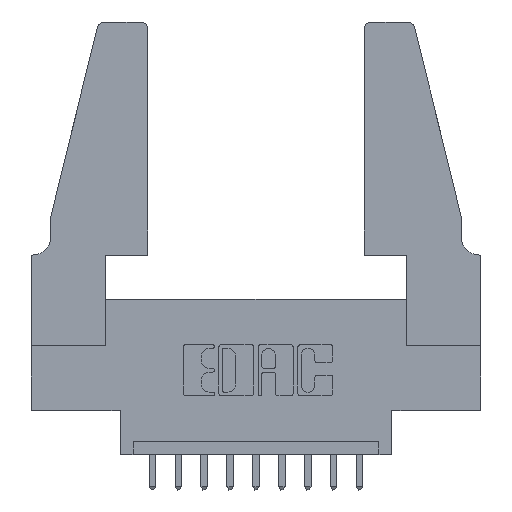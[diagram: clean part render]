
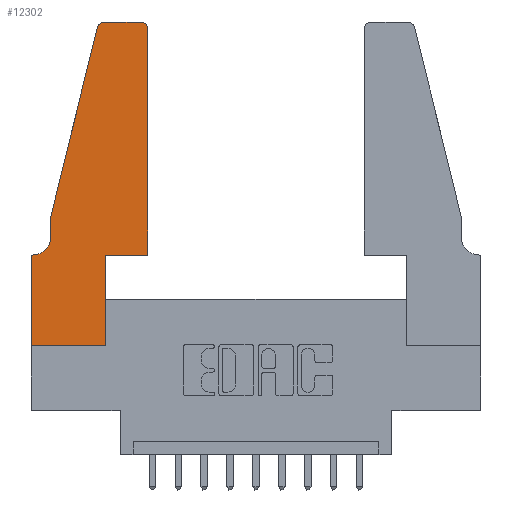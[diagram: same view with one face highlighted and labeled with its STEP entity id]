
A CAD part, top view. The second image highlights one B-rep face of the part: STEP entity #12302.
In plain terms, the highlighted planar face has unit normal (0, 0, 1).
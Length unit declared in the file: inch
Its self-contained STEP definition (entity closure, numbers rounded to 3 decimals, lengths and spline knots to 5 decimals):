
#10 = AXIS2_PLACEMENT_3D ( 'NONE', #4502, #273, #12702 ) ;
#167 = VERTEX_POINT ( 'NONE', #7838 ) ;
#219 = VECTOR ( 'NONE', #9669, 39.37008 ) ;
#273 = DIRECTION ( 'NONE',  ( 0., 0., 1. ) ) ;
#276 = PLANE ( 'NONE',  #6746 ) ;
#397 = CARTESIAN_POINT ( 'NONE',  ( 0.284, 1.25, 0.37 ) ) ;
#490 = ORIENTED_EDGE ( 'NONE', *, *, #11518, .T. ) ;
#526 = LINE ( 'NONE', #10235, #4810 ) ;
#761 = LINE ( 'NONE', #8418, #6975 ) ;
#918 = EDGE_CURVE ( 'NONE', #9597, #12824, #10203, .T. ) ;
#1210 = ORIENTED_EDGE ( 'NONE', *, *, #7255, .T. ) ;
#1217 = VECTOR ( 'NONE', #5463, 39.37008 ) ;
#1282 = EDGE_CURVE ( 'NONE', #5673, #167, #4016, .T. ) ;
#1336 = CARTESIAN_POINT ( 'NONE',  ( 0.0755, 0.35, 0.37 ) ) ;
#1521 = CARTESIAN_POINT ( 'NONE',  ( 0.0755, 0.5, 0.37 ) ) ;
#1870 = DIRECTION ( 'NONE',  ( -1., 0., 0. ) ) ;
#2049 = DIRECTION ( 'NONE',  ( 0., -1., 0. ) ) ;
#2113 = EDGE_CURVE ( 'NONE', #2583, #12225, #526, .T. ) ;
#2197 = ORIENTED_EDGE ( 'NONE', *, *, #10465, .T. ) ;
#2361 = EDGE_CURVE ( 'NONE', #167, #11404, #11305, .T. ) ;
#2380 = CARTESIAN_POINT ( 'NONE',  ( 0., 0.35, 0.37 ) ) ;
#2528 = DIRECTION ( 'NONE',  ( 0., -1., 0. ) ) ;
#2583 = VERTEX_POINT ( 'NONE', #9075 ) ;
#2596 = CARTESIAN_POINT ( 'NONE',  ( 0.0755, 0.42, 0.37 ) ) ;
#2689 = AXIS2_PLACEMENT_3D ( 'NONE', #6215, #4073, #3119 ) ;
#2864 = ORIENTED_EDGE ( 'NONE', *, *, #8906, .T. ) ;
#3049 = LINE ( 'NONE', #1521, #13488 ) ;
#3119 = DIRECTION ( 'NONE',  ( -1., 0., 0. ) ) ;
#3272 = VERTEX_POINT ( 'NONE', #8168 ) ;
#3486 = DIRECTION ( 'NONE',  ( 0., 0., 1. ) ) ;
#3683 = LINE ( 'NONE', #13024, #11645 ) ;
#3923 = EDGE_LOOP ( 'NONE', ( #2864, #11557, #9879, #2197, #1210, #10582, #490, #11121, #11433, #5496, #4273, #12629 ) ) ;
#4016 = LINE ( 'NONE', #5730, #1217 ) ;
#4073 = DIRECTION ( 'NONE',  ( 0., 0., -1. ) ) ;
#4273 = ORIENTED_EDGE ( 'NONE', *, *, #1282, .T. ) ;
#4502 = CARTESIAN_POINT ( 'NONE',  ( 0.284, 1.22, 0.37 ) ) ;
#4593 = DIRECTION ( 'NONE',  ( 0., 0., 1. ) ) ;
#4810 = VECTOR ( 'NONE', #7625, 39.37008 ) ;
#5010 = CARTESIAN_POINT ( 'NONE',  ( 0., 0., 0.37 ) ) ;
#5463 = DIRECTION ( 'NONE',  ( 0., 1., 0. ) ) ;
#5496 = ORIENTED_EDGE ( 'NONE', *, *, #6362, .T. ) ;
#5673 = VERTEX_POINT ( 'NONE', #5724 ) ;
#5678 = DIRECTION ( 'NONE',  ( 1., 0., 0. ) ) ;
#5703 = DIRECTION ( 'NONE',  ( 1., 0., 0. ) ) ;
#5724 = CARTESIAN_POINT ( 'NONE',  ( 0.4505, 0.35, 0.37 ) ) ;
#5730 = CARTESIAN_POINT ( 'NONE',  ( 0.4505, 0.35, 0.37 ) ) ;
#5926 = VECTOR ( 'NONE', #1870, 39.37008 ) ;
#6215 = CARTESIAN_POINT ( 'NONE',  ( 0.0055, 0.42, 0.37 ) ) ;
#6362 = EDGE_CURVE ( 'NONE', #12225, #5673, #12533, .T. ) ;
#6373 = EDGE_CURVE ( 'NONE', #12824, #11225, #761, .T. ) ;
#6673 = AXIS2_PLACEMENT_3D ( 'NONE', #10698, #3486, #5703 ) ;
#6746 = AXIS2_PLACEMENT_3D ( 'NONE', #8669, #4593, #5678 ) ;
#6975 = VECTOR ( 'NONE', #11423, 39.37008 ) ;
#7170 = CARTESIAN_POINT ( 'NONE',  ( 0.0755, 0.5, 0.37 ) ) ;
#7255 = EDGE_CURVE ( 'NONE', #9153, #3272, #11525, .T. ) ;
#7625 = DIRECTION ( 'NONE',  ( 0., 1., 0. ) ) ;
#7669 = EDGE_CURVE ( 'NONE', #10411, #2583, #10019, .T. ) ;
#7838 = CARTESIAN_POINT ( 'NONE',  ( 0.4505, 1.22, 0.37 ) ) ;
#8168 = CARTESIAN_POINT ( 'NONE',  ( 0.0055, 0.35, 0.37 ) ) ;
#8418 = CARTESIAN_POINT ( 'NONE',  ( 0.0755, 0.5, 0.37 ) ) ;
#8669 = CARTESIAN_POINT ( 'NONE',  ( 0., 0.35, 0.37 ) ) ;
#8906 = EDGE_CURVE ( 'NONE', #11404, #9597, #9652, .T. ) ;
#9075 = CARTESIAN_POINT ( 'NONE',  ( 0.2865, 0., 0.37 ) ) ;
#9153 = VERTEX_POINT ( 'NONE', #2596 ) ;
#9297 = DIRECTION ( 'NONE',  ( 1., 0., 0. ) ) ;
#9425 = CARTESIAN_POINT ( 'NONE',  ( 0.4505, 0.35, 0.37 ) ) ;
#9597 = VERTEX_POINT ( 'NONE', #397 ) ;
#9614 = CARTESIAN_POINT ( 'NONE',  ( 0.25487, 1.22718, 0.37 ) ) ;
#9652 = LINE ( 'NONE', #11847, #5926 ) ;
#9669 = DIRECTION ( 'NONE',  ( -1., 0., 0. ) ) ;
#9733 = VECTOR ( 'NONE', #9297, 39.37008 ) ;
#9856 = CARTESIAN_POINT ( 'NONE',  ( 0.4205, 1.25, 0.37 ) ) ;
#9879 = ORIENTED_EDGE ( 'NONE', *, *, #6373, .T. ) ;
#10019 = LINE ( 'NONE', #5010, #12162 ) ;
#10203 = CIRCLE ( 'NONE', #10, 0.03 ) ;
#10235 = CARTESIAN_POINT ( 'NONE',  ( 0.2865, 0.35, 0.37 ) ) ;
#10256 = DIRECTION ( 'NONE',  ( 1., 0., 0. ) ) ;
#10411 = VERTEX_POINT ( 'NONE', #10992 ) ;
#10465 = EDGE_CURVE ( 'NONE', #11225, #9153, #3049, .T. ) ;
#10582 = ORIENTED_EDGE ( 'NONE', *, *, #11867, .T. ) ;
#10698 = CARTESIAN_POINT ( 'NONE',  ( 0.4205, 1.22, 0.37 ) ) ;
#10992 = CARTESIAN_POINT ( 'NONE',  ( 0., 0., 0.37 ) ) ;
#11121 = ORIENTED_EDGE ( 'NONE', *, *, #7669, .T. ) ;
#11225 = VERTEX_POINT ( 'NONE', #7170 ) ;
#11305 = CIRCLE ( 'NONE', #6673, 0.03 ) ;
#11315 = FACE_OUTER_BOUND ( 'NONE', #3923, .T. ) ;
#11404 = VERTEX_POINT ( 'NONE', #9856 ) ;
#11423 = DIRECTION ( 'NONE',  ( -0.239, -0.971, 0. ) ) ;
#11433 = ORIENTED_EDGE ( 'NONE', *, *, #2113, .T. ) ;
#11518 = EDGE_CURVE ( 'NONE', #11861, #10411, #3683, .T. ) ;
#11525 = CIRCLE ( 'NONE', #2689, 0.07 ) ;
#11557 = ORIENTED_EDGE ( 'NONE', *, *, #918, .T. ) ;
#11645 = VECTOR ( 'NONE', #2049, 39.37008 ) ;
#11847 = CARTESIAN_POINT ( 'NONE',  ( 0.2605, 1.25, 0.37 ) ) ;
#11861 = VERTEX_POINT ( 'NONE', #2380 ) ;
#11867 = EDGE_CURVE ( 'NONE', #3272, #11861, #13305, .T. ) ;
#12162 = VECTOR ( 'NONE', #10256, 39.37008 ) ;
#12225 = VERTEX_POINT ( 'NONE', #12660 ) ;
#12302 = ADVANCED_FACE ( 'NONE', ( #11315 ), #276, .T. ) ;
#12533 = LINE ( 'NONE', #9425, #9733 ) ;
#12629 = ORIENTED_EDGE ( 'NONE', *, *, #2361, .T. ) ;
#12660 = CARTESIAN_POINT ( 'NONE',  ( 0.2865, 0.35, 0.37 ) ) ;
#12702 = DIRECTION ( 'NONE',  ( 1., 0., 0. ) ) ;
#12824 = VERTEX_POINT ( 'NONE', #9614 ) ;
#13024 = CARTESIAN_POINT ( 'NONE',  ( 0., 0., 0.37 ) ) ;
#13305 = LINE ( 'NONE', #1336, #219 ) ;
#13488 = VECTOR ( 'NONE', #2528, 39.37008 ) ;
